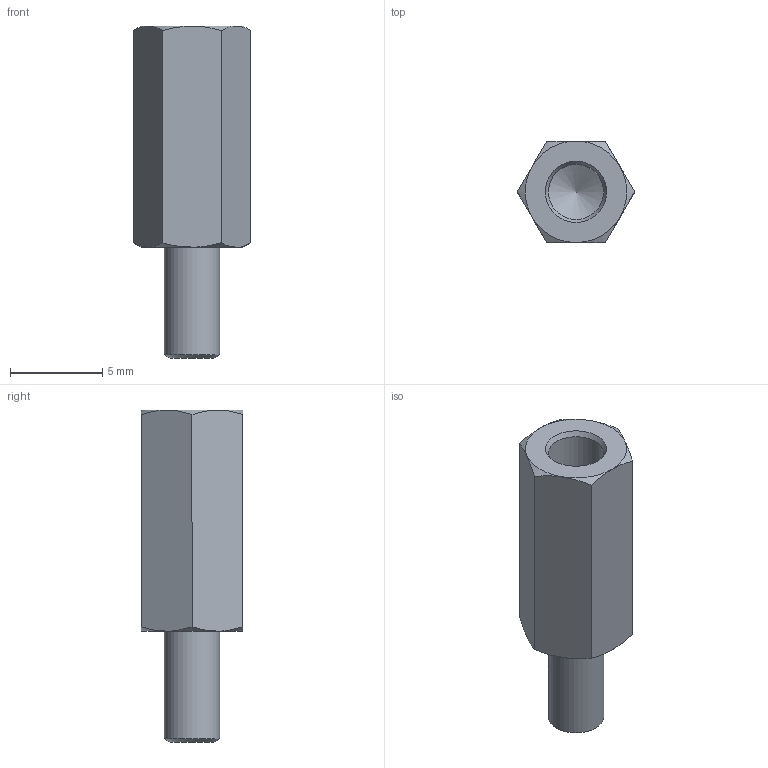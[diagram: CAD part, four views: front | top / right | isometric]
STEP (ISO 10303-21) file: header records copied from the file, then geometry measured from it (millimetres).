
FILE_DESCRIPTION(('FreeCAD Model'),'2;1');
FILE_NAME('hexagonal_spacer_MF_M3_H12_HEX5.5_FTD6_MTD6.step','2020-03-04T20:52:57',('Author'),(''), 'Open CASCADE STEP processor 7.3','FreeCAD','Unknown');
FILE_SCHEMA(('AUTOMOTIVE_DESIGN { 1 0 10303 214 1 1 1 1 }'));
Length unit declared in the file: millimetre
Products named in the file (1): M3x5.5_MF_TORRETTA
Bounding box: 6.36 x 5.51 x 18 mm (x, y, z)
Volume: 312.4 mm3; surface area: 390.9 mm2
Topology: 1 solids, 1 shells, 16 faces, 34 edges, 21 vertices
Faces by surface type: plane 9, cone 5, cylinder 2
Full cylindrical faces by diameter (mm): 3 x2
Entity records: 1058 total; most frequent: CARTESIAN_POINT 269, DIRECTION 129, ORIENTED_EDGE 66, PCURVE 66, DEFINITIONAL_REPRESENTATION 66, LINE 50, VECTOR 50, AXIS2_PLACEMENT_3D 37
